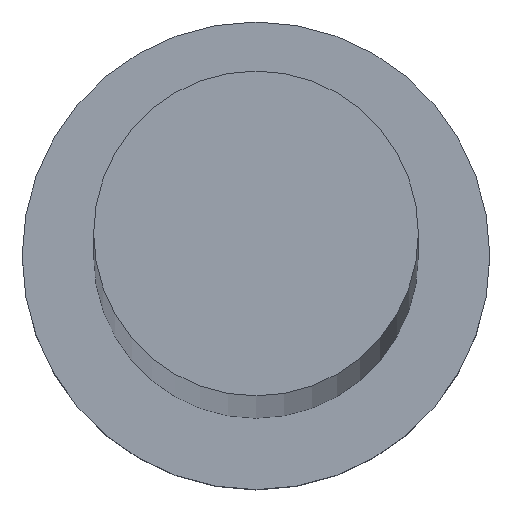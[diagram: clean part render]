
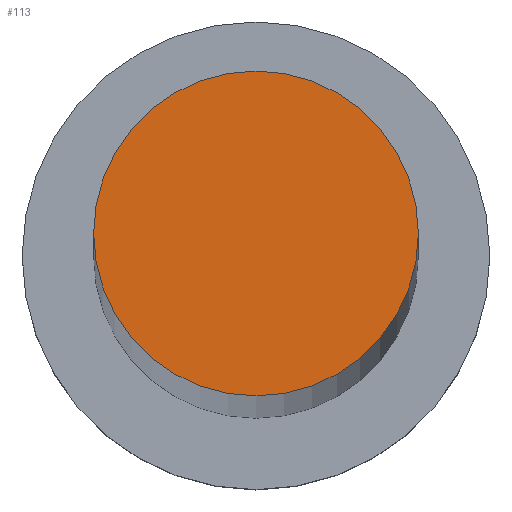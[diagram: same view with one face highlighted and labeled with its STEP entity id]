
A CAD part, top view. The second image highlights one B-rep face of the part: STEP entity #113.
In plain terms, the highlighted planar face has unit normal (0, 0, 1).
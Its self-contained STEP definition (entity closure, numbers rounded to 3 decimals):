
#2 = DIRECTION ( 'NONE',  ( 1., 0., 0. ) ) ;
#8 = VERTEX_POINT ( 'NONE', #88 ) ;
#14 = CARTESIAN_POINT ( 'NONE',  ( 0., 0., 500. ) ) ;
#24 = AXIS2_PLACEMENT_3D ( 'NONE', #134, #92, #2 ) ;
#49 = EDGE_CURVE ( 'NONE', #8, #171, #225, .T. ) ;
#50 = ORIENTED_EDGE ( 'NONE', *, *, #110, .T. ) ;
#59 = EDGE_LOOP ( 'NONE', ( #50, #169 ) ) ;
#88 = CARTESIAN_POINT ( 'NONE',  ( 6.25, 0., 500. ) ) ;
#92 = DIRECTION ( 'NONE',  ( 0., 0., 1. ) ) ;
#106 = AXIS2_PLACEMENT_3D ( 'NONE', #14, #139, #206 ) ;
#110 = EDGE_CURVE ( 'NONE', #171, #8, #231, .T. ) ;
#113 = ADVANCED_FACE ( 'NONE', ( #190 ), #237, .T. ) ;
#134 = CARTESIAN_POINT ( 'NONE',  ( 0., 0., 500. ) ) ;
#139 = DIRECTION ( 'NONE',  ( 0., 0., 1. ) ) ;
#152 = DIRECTION ( 'NONE',  ( 1., 0., 0. ) ) ;
#169 = ORIENTED_EDGE ( 'NONE', *, *, #49, .T. ) ;
#171 = VERTEX_POINT ( 'NONE', #254 ) ;
#190 = FACE_OUTER_BOUND ( 'NONE', #59, .T. ) ;
#206 = DIRECTION ( 'NONE',  ( 1., 0., 0. ) ) ;
#210 = DIRECTION ( 'NONE',  ( 0., 0., 1. ) ) ;
#225 = CIRCLE ( 'NONE', #24, 6.25 ) ;
#231 = CIRCLE ( 'NONE', #106, 6.25 ) ;
#237 = PLANE ( 'NONE',  #240 ) ;
#240 = AXIS2_PLACEMENT_3D ( 'NONE', #255, #210, #152 ) ;
#254 = CARTESIAN_POINT ( 'NONE',  ( -6.25, 0., 500. ) ) ;
#255 = CARTESIAN_POINT ( 'NONE',  ( 0., 0., 500. ) ) ;
